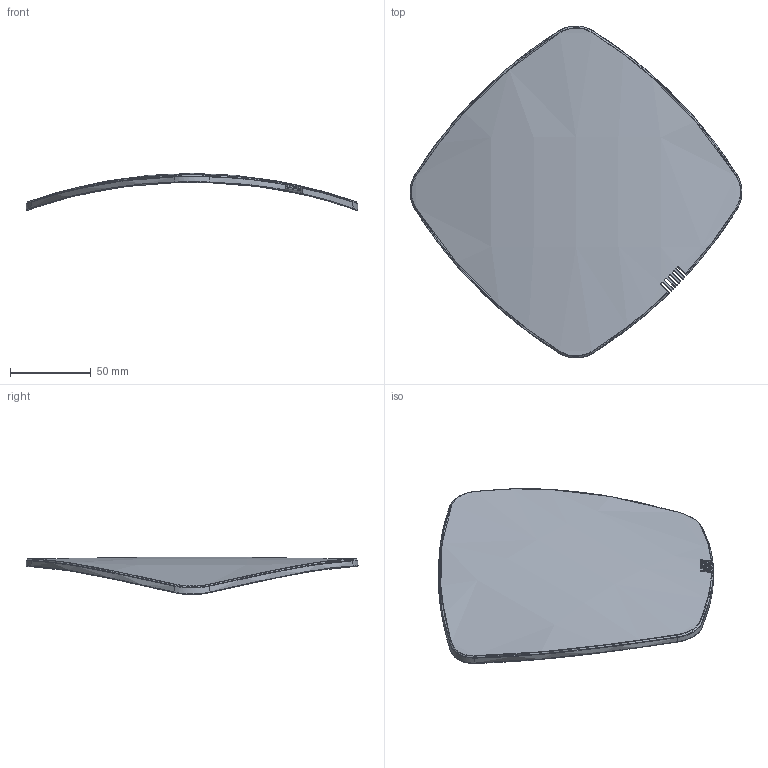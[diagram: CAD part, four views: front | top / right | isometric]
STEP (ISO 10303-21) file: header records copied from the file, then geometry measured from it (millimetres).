
FILE_DESCRIPTION (( 'STEP AP214' ), '1' );
FILE_NAME ('01-TTN-top-V4.STEP', '2016-04-11T16:29:29', ( '' ), ( '' ), 'SwSTEP 2.0', 'SolidWorks 2015', '' );
FILE_SCHEMA (( 'AUTOMOTIVE_DESIGN' ));
Length unit declared in the file: millimetre
Products named in the file (1): 01-TTN-top-V4
Bounding box: 205.02 x 205.02 x 22.94 mm (x, y, z)
Volume: 50664 mm3; surface area: 57716.3 mm2
Topology: 1 solids, 1 shells, 285 faces, 703 edges, 414 vertices
Faces by surface type: bspline 279, cylinder 3, plane 3
Entity records: 20176 total; most frequent: CARTESIAN_POINT 15549, ORIENTED_EDGE 1394, EDGE_CURVE 697, B_SPLINE_CURVE_WITH_KNOTS 548, VERTEX_POINT 414, DIRECTION 299, FACE_OUTER_BOUND 285, ADVANCED_FACE 285
